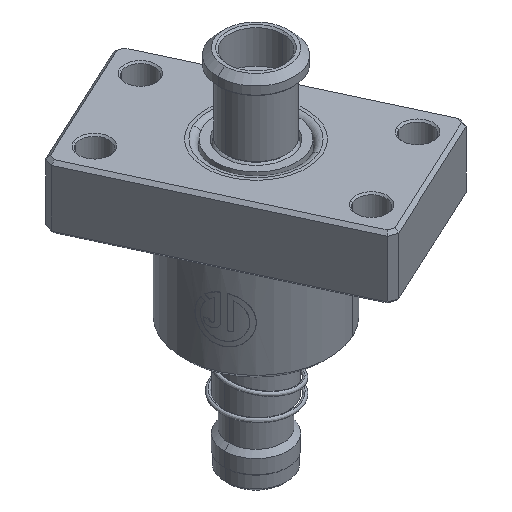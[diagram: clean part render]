
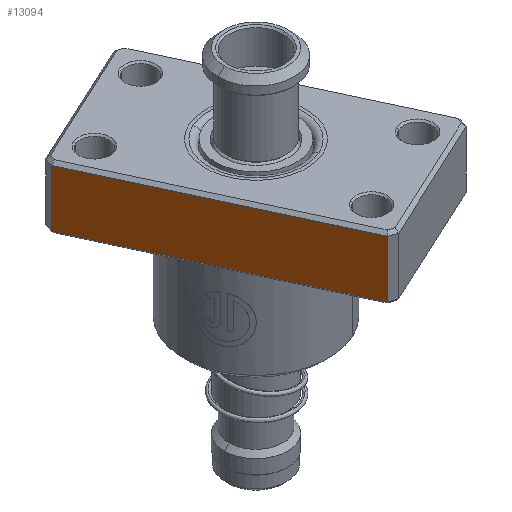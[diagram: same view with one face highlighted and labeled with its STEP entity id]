
A CAD part, isometric view. The second image highlights one B-rep face of the part: STEP entity #13094.
In plain terms, the highlighted face is planar.
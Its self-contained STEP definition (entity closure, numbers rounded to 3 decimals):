
#672 = ORIENTED_EDGE ( 'NONE', *, *, #15417, .T. ) ;
#1141 = VERTEX_POINT ( 'NONE', #21938 ) ;
#1581 = DIRECTION ( 'NONE',  ( 0., 0., -1. ) ) ;
#1923 = DIRECTION ( 'NONE',  ( 0., -1., 0. ) ) ;
#2564 = VECTOR ( 'NONE', #3757, 1000. ) ;
#3668 = CARTESIAN_POINT ( 'NONE',  ( -40., 24., 20. ) ) ;
#3757 = DIRECTION ( 'NONE',  ( 0., 0., -1. ) ) ;
#4233 = AXIS2_PLACEMENT_3D ( 'NONE', #3668, #1923, #9963 ) ;
#4536 = VERTEX_POINT ( 'NONE', #25423 ) ;
#5073 = EDGE_CURVE ( 'NONE', #6061, #1141, #20390, .T. ) ;
#5074 = CARTESIAN_POINT ( 'NONE',  ( 40., 24., 19. ) ) ;
#6061 = VERTEX_POINT ( 'NONE', #10453 ) ;
#6930 = ORIENTED_EDGE ( 'NONE', *, *, #14829, .F. ) ;
#8038 = CARTESIAN_POINT ( 'NONE',  ( 40., 24., 20. ) ) ;
#8305 = EDGE_LOOP ( 'NONE', ( #11917, #18728, #6930, #672 ) ) ;
#9963 = DIRECTION ( 'NONE',  ( 0., 0., -1. ) ) ;
#10103 = DIRECTION ( 'NONE',  ( -1., 0., 0. ) ) ;
#10236 = LINE ( 'NONE', #22172, #20903 ) ;
#10453 = CARTESIAN_POINT ( 'NONE',  ( 40., 24., 19. ) ) ;
#11917 = ORIENTED_EDGE ( 'NONE', *, *, #5073, .T. ) ;
#13094 = ADVANCED_FACE ( 'NONE', ( #16024 ), #18042, .F. ) ;
#14829 = EDGE_CURVE ( 'NONE', #21314, #4536, #15813, .T. ) ;
#15417 = EDGE_CURVE ( 'NONE', #21314, #6061, #23416, .T. ) ;
#15813 = LINE ( 'NONE', #23958, #24813 ) ;
#16024 = FACE_OUTER_BOUND ( 'NONE', #8305, .T. ) ;
#18042 = PLANE ( 'NONE',  #4233 ) ;
#18728 = ORIENTED_EDGE ( 'NONE', *, *, #20622, .T. ) ;
#18912 = CARTESIAN_POINT ( 'NONE',  ( -40., 24., 19. ) ) ;
#20390 = LINE ( 'NONE', #8038, #2564 ) ;
#20622 = EDGE_CURVE ( 'NONE', #1141, #4536, #10236, .T. ) ;
#20903 = VECTOR ( 'NONE', #10103, 1000. ) ;
#21314 = VERTEX_POINT ( 'NONE', #18912 ) ;
#21424 = DIRECTION ( 'NONE',  ( 1., 0., 0. ) ) ;
#21938 = CARTESIAN_POINT ( 'NONE',  ( 40., 24., 1. ) ) ;
#22172 = CARTESIAN_POINT ( 'NONE',  ( -40., 24., 1. ) ) ;
#23416 = LINE ( 'NONE', #5074, #26112 ) ;
#23958 = CARTESIAN_POINT ( 'NONE',  ( -40., 24., 20. ) ) ;
#24813 = VECTOR ( 'NONE', #1581, 1000. ) ;
#25423 = CARTESIAN_POINT ( 'NONE',  ( -40., 24., 1. ) ) ;
#26112 = VECTOR ( 'NONE', #21424, 1000. ) ;
